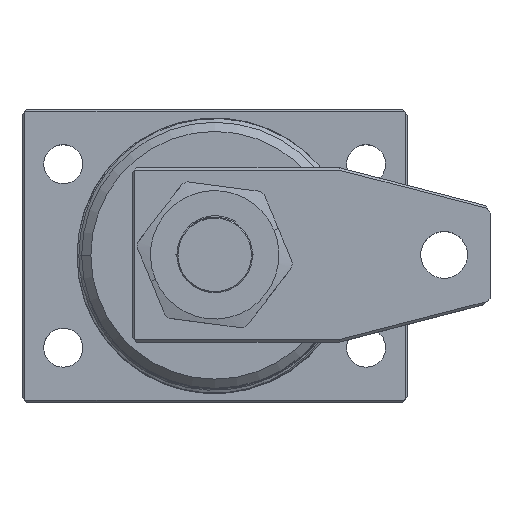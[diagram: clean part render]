
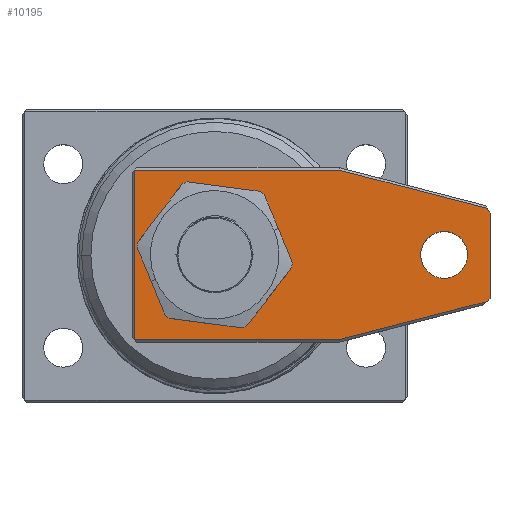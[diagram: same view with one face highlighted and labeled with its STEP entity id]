
A CAD part, top view. The second image highlights one B-rep face of the part: STEP entity #10195.
In plain terms, the highlighted face is planar.
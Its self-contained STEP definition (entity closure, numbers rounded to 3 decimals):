
#39 = DIRECTION ( 'NONE',  ( 0., 0., 1. ) ) ;
#128 = VECTOR ( 'NONE', #2968, 1000. ) ;
#486 = DIRECTION ( 'NONE',  ( 0., -1., 0. ) ) ;
#519 = CARTESIAN_POINT ( 'NONE',  ( 6.981, 0., 0. ) ) ;
#581 = ORIENTED_EDGE ( 'NONE', *, *, #4688, .T. ) ;
#658 = VECTOR ( 'NONE', #486, 1000. ) ;
#725 = PLANE ( 'NONE',  #3703 ) ;
#741 = EDGE_LOOP ( 'NONE', ( #11089, #5021 ) ) ;
#812 = ORIENTED_EDGE ( 'NONE', *, *, #6087, .T. ) ;
#833 = EDGE_CURVE ( 'NONE', #8768, #6048, #870, .T. ) ;
#870 = CIRCLE ( 'NONE', #882, 5.1 ) ;
#882 = AXIS2_PLACEMENT_3D ( 'NONE', #6628, #39, #7693 ) ;
#962 = CARTESIAN_POINT ( 'NONE',  ( -53.019, 9.107, 0. ) ) ;
#983 = CARTESIAN_POINT ( 'NONE',  ( -53.019, 9.107, 0. ) ) ;
#1286 = VECTOR ( 'NONE', #2122, 1000. ) ;
#1306 = CARTESIAN_POINT ( 'NONE',  ( 19.481, 0., 0. ) ) ;
#1375 = ORIENTED_EDGE ( 'NONE', *, *, #11428, .T. ) ;
#1415 = VECTOR ( 'NONE', #3432, 1000. ) ;
#1457 = DIRECTION ( 'NONE',  ( 1., 0., 0. ) ) ;
#1519 = CARTESIAN_POINT ( 'NONE',  ( 24.481, -18.5, 0. ) ) ;
#1570 = CIRCLE ( 'NONE', #3944, 12.5 ) ;
#1693 = ORIENTED_EDGE ( 'NONE', *, *, #2745, .T. ) ;
#1705 = CARTESIAN_POINT ( 'NONE',  ( 0., 0., 0. ) ) ;
#1904 = DIRECTION ( 'NONE',  ( 0.508, 0.862, 0. ) ) ;
#2012 = CARTESIAN_POINT ( 'NONE',  ( 24.481, 18.5, 0. ) ) ;
#2122 = DIRECTION ( 'NONE',  ( -0.707, 0.707, 0. ) ) ;
#2150 = VERTEX_POINT ( 'NONE', #7958 ) ;
#2512 = EDGE_LOOP ( 'NONE', ( #6572, #9616 ) ) ;
#2658 = DIRECTION ( 'NONE',  ( 0., 0., 1. ) ) ;
#2745 = EDGE_CURVE ( 'NONE', #2150, #8636, #8716, .T. ) ;
#2926 = DIRECTION ( 'NONE',  ( 0., 0., 1. ) ) ;
#2968 = DIRECTION ( 'NONE',  ( 0., -1., 0. ) ) ;
#2971 = CARTESIAN_POINT ( 'NONE',  ( -5.519, 0., 0. ) ) ;
#3026 = FACE_OUTER_BOUND ( 'NONE', #11853, .T. ) ;
#3130 = LINE ( 'NONE', #6392, #10325 ) ;
#3273 = EDGE_CURVE ( 'NONE', #8636, #6086, #7320, .T. ) ;
#3277 = DIRECTION ( 'NONE',  ( 0., 0., 1. ) ) ;
#3432 = DIRECTION ( 'NONE',  ( -1., 0., 0. ) ) ;
#3678 = ORIENTED_EDGE ( 'NONE', *, *, #5755, .T. ) ;
#3703 = AXIS2_PLACEMENT_3D ( 'NONE', #1705, #2658, #9239 ) ;
#3894 = VERTEX_POINT ( 'NONE', #983 ) ;
#3944 = AXIS2_PLACEMENT_3D ( 'NONE', #519, #7106, #1457 ) ;
#4011 = VERTEX_POINT ( 'NONE', #11445 ) ;
#4220 = EDGE_CURVE ( 'NONE', #7763, #6525, #1570, .T. ) ;
#4329 = ORIENTED_EDGE ( 'NONE', *, *, #8902, .F. ) ;
#4336 = CARTESIAN_POINT ( 'NONE',  ( -48.119, 0., 0. ) ) ;
#4578 = CARTESIAN_POINT ( 'NONE',  ( -5.744, -22.21, 0. ) ) ;
#4688 = EDGE_CURVE ( 'NONE', #3894, #5274, #10582, .T. ) ;
#5021 = ORIENTED_EDGE ( 'NONE', *, *, #7638, .T. ) ;
#5274 = VERTEX_POINT ( 'NONE', #5401 ) ;
#5401 = CARTESIAN_POINT ( 'NONE',  ( -52.409, 10.141, 0. ) ) ;
#5514 = VERTEX_POINT ( 'NONE', #7160 ) ;
#5517 = FACE_BOUND ( 'NONE', #2512, .T. ) ;
#5526 = DIRECTION ( 'NONE',  ( -0.968, 0.25, 0. ) ) ;
#5755 = EDGE_CURVE ( 'NONE', #4011, #5514, #8794, .T. ) ;
#5878 = VECTOR ( 'NONE', #1904, 1000. ) ;
#5980 = CARTESIAN_POINT ( 'NONE',  ( -37.919, 0., 0. ) ) ;
#6048 = VERTEX_POINT ( 'NONE', #4336 ) ;
#6086 = VERTEX_POINT ( 'NONE', #1519 ) ;
#6087 = EDGE_CURVE ( 'NONE', #6086, #9898, #8926, .T. ) ;
#6229 = CARTESIAN_POINT ( 'NONE',  ( 0., -18.5, 0. ) ) ;
#6392 = CARTESIAN_POINT ( 'NONE',  ( -5.744, 22.21, 0. ) ) ;
#6525 = VERTEX_POINT ( 'NONE', #1306 ) ;
#6572 = ORIENTED_EDGE ( 'NONE', *, *, #833, .T. ) ;
#6628 = CARTESIAN_POINT ( 'NONE',  ( -43.019, 0., 0. ) ) ;
#6632 = AXIS2_PLACEMENT_3D ( 'NONE', #8559, #2926, #9517 ) ;
#6639 = ORIENTED_EDGE ( 'NONE', *, *, #3273, .T. ) ;
#6796 = CARTESIAN_POINT ( 'NONE',  ( -51.67, -10.849, 0. ) ) ;
#7106 = DIRECTION ( 'NONE',  ( 0., 0., 1. ) ) ;
#7131 = ORIENTED_EDGE ( 'NONE', *, *, #11527, .T. ) ;
#7160 = CARTESIAN_POINT ( 'NONE',  ( -53.019, -9.5, 0. ) ) ;
#7320 = LINE ( 'NONE', #9559, #128 ) ;
#7329 = DIRECTION ( 'NONE',  ( 0.968, 0.25, 0. ) ) ;
#7532 = VECTOR ( 'NONE', #5526, 1000. ) ;
#7638 = EDGE_CURVE ( 'NONE', #6525, #7763, #12157, .T. ) ;
#7693 = DIRECTION ( 'NONE',  ( 1., 0., 0. ) ) ;
#7742 = FACE_BOUND ( 'NONE', #741, .T. ) ;
#7763 = VERTEX_POINT ( 'NONE', #2971 ) ;
#7958 = CARTESIAN_POINT ( 'NONE',  ( -20.088, 18.5, 0. ) ) ;
#8559 = CARTESIAN_POINT ( 'NONE',  ( 6.981, 0., 0. ) ) ;
#8636 = VERTEX_POINT ( 'NONE', #2012 ) ;
#8716 = LINE ( 'NONE', #9740, #10641 ) ;
#8768 = VERTEX_POINT ( 'NONE', #5980 ) ;
#8794 = LINE ( 'NONE', #6796, #1286 ) ;
#8902 = EDGE_CURVE ( 'NONE', #3894, #5514, #10706, .T. ) ;
#8905 = CARTESIAN_POINT ( 'NONE',  ( -43.019, 0., 0. ) ) ;
#8926 = LINE ( 'NONE', #6229, #1415 ) ;
#8988 = CARTESIAN_POINT ( 'NONE',  ( -53.019, 10.5, 0. ) ) ;
#9035 = EDGE_CURVE ( 'NONE', #6048, #8768, #9516, .T. ) ;
#9239 = DIRECTION ( 'NONE',  ( 1., 0., 0. ) ) ;
#9516 = CIRCLE ( 'NONE', #9921, 5.1 ) ;
#9517 = DIRECTION ( 'NONE',  ( 1., 0., 0. ) ) ;
#9559 = CARTESIAN_POINT ( 'NONE',  ( 24.481, 0., 0. ) ) ;
#9616 = ORIENTED_EDGE ( 'NONE', *, *, #9035, .T. ) ;
#9740 = CARTESIAN_POINT ( 'NONE',  ( 0., 18.5, 0. ) ) ;
#9778 = DIRECTION ( 'NONE',  ( 1., 0., 0. ) ) ;
#9861 = DIRECTION ( 'NONE',  ( 1., 0., 0. ) ) ;
#9898 = VERTEX_POINT ( 'NONE', #10688 ) ;
#9921 = AXIS2_PLACEMENT_3D ( 'NONE', #8905, #3277, #9861 ) ;
#10006 = LINE ( 'NONE', #4578, #7532 ) ;
#10195 = ADVANCED_FACE ( 'NONE', ( #7742, #5517, #3026 ), #725, .F. ) ;
#10325 = VECTOR ( 'NONE', #7329, 1000. ) ;
#10582 = LINE ( 'NONE', #962, #5878 ) ;
#10641 = VECTOR ( 'NONE', #9778, 1000. ) ;
#10688 = CARTESIAN_POINT ( 'NONE',  ( -20.088, -18.5, 0. ) ) ;
#10706 = LINE ( 'NONE', #8988, #658 ) ;
#11089 = ORIENTED_EDGE ( 'NONE', *, *, #4220, .T. ) ;
#11428 = EDGE_CURVE ( 'NONE', #5274, #2150, #3130, .T. ) ;
#11445 = CARTESIAN_POINT ( 'NONE',  ( -52.366, -10.152, 0. ) ) ;
#11527 = EDGE_CURVE ( 'NONE', #9898, #4011, #10006, .T. ) ;
#11853 = EDGE_LOOP ( 'NONE', ( #581, #1375, #1693, #6639, #812, #7131, #3678, #4329 ) ) ;
#12157 = CIRCLE ( 'NONE', #6632, 12.5 ) ;
